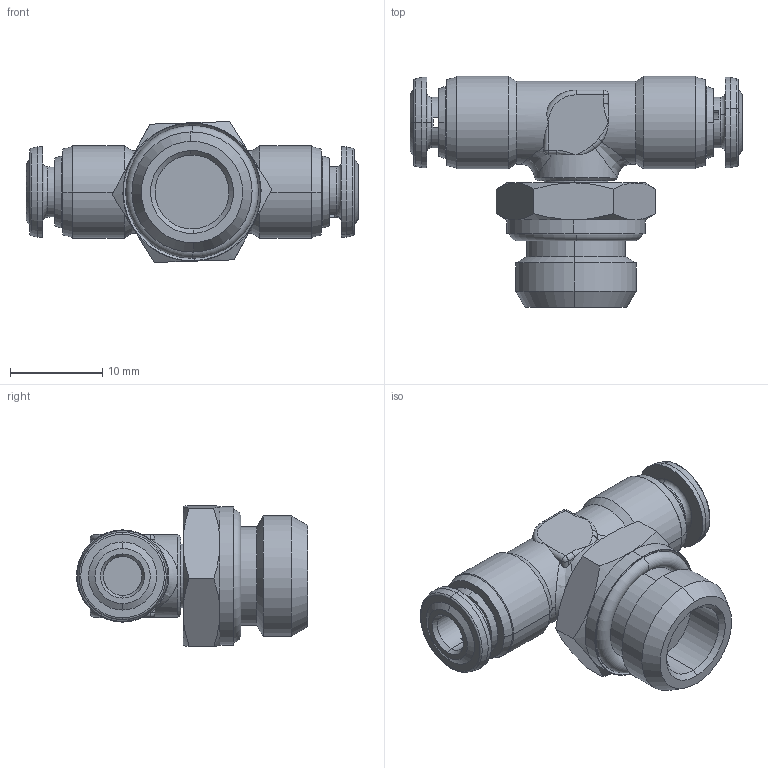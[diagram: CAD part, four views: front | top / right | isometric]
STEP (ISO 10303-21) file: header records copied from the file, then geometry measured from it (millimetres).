
FILE_DESCRIPTION (( 'STEP AP214' ), '1' );
FILE_NAME ('6021500002.step', '2012-10-16T16:34:38', ( '' ), ( '' ), 'SwSTEP 2.0', 'SolidWorks 2012', '' );
FILE_SCHEMA (( 'AUTOMOTIVE_DESIGN' ));
Length unit declared in the file: millimetre
Products named in the file (1): 6021500002
Bounding box: 36 x 25.05 x 15.28 mm (x, y, z)
Volume: 4164.1 mm3; surface area: 2792.6 mm2
Topology: 1 solids, 1 shells, 200 faces, 464 edges, 266 vertices
Faces by surface type: cone 58, cylinder 53, plane 47, torus 28, bspline 10, sphere 4
Entity records: 8320 total; most frequent: CARTESIAN_POINT 1597, DIRECTION 1010, ORIENTED_EDGE 904, EDGE_CURVE 452, AXIS2_PLACEMENT_3D 431, VERTEX_POINT 266, CIRCLE 240, EDGE_LOOP 220
